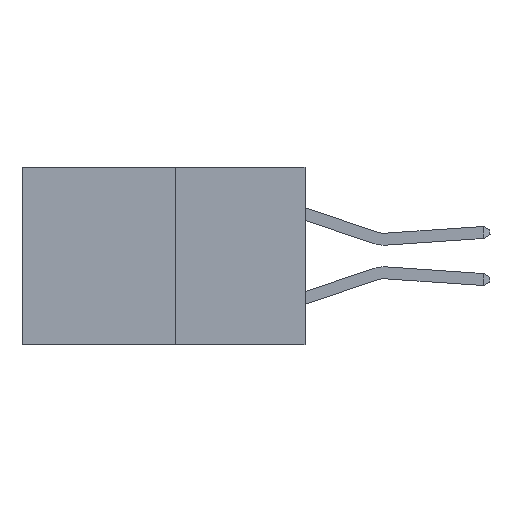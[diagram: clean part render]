
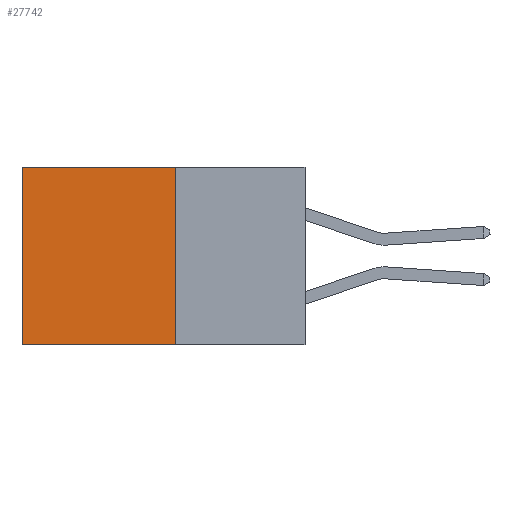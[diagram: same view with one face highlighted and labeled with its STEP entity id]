
A CAD part, left-side view. The second image highlights one B-rep face of the part: STEP entity #27742.
In plain terms, the highlighted planar face has unit normal (-1, 0, 0).
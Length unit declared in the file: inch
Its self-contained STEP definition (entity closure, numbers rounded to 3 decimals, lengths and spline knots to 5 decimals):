
#718 = DIRECTION ( 'NONE',  ( 0., 0., -1. ) ) ;
#1650 = EDGE_CURVE ( 'NONE', #15934, #10931, #27876, .T. ) ;
#1984 = ORIENTED_EDGE ( 'NONE', *, *, #8522, .T. ) ;
#3402 = DIRECTION ( 'NONE',  ( 0., 1., 0. ) ) ;
#4807 = CARTESIAN_POINT ( 'NONE',  ( 0.277, 0.27, -0.37 ) ) ;
#4888 = CARTESIAN_POINT ( 'NONE',  ( 0.277, 0.27, 0. ) ) ;
#5473 = CARTESIAN_POINT ( 'NONE',  ( 0.277, 0.27, 0. ) ) ;
#5515 = AXIS2_PLACEMENT_3D ( 'NONE', #4807, #19903, #6976 ) ;
#6271 = LINE ( 'NONE', #5473, #17048 ) ;
#6976 = DIRECTION ( 'NONE',  ( 0., 0., -1. ) ) ;
#8522 = EDGE_CURVE ( 'NONE', #27803, #15457, #6271, .T. ) ;
#8714 = CARTESIAN_POINT ( 'NONE',  ( 0.277, 0.27, -0.37 ) ) ;
#9264 = FACE_OUTER_BOUND ( 'NONE', #11511, .T. ) ;
#9784 = EDGE_CURVE ( 'NONE', #27803, #15934, #19694, .T. ) ;
#10931 = VERTEX_POINT ( 'NONE', #24274 ) ;
#11511 = EDGE_LOOP ( 'NONE', ( #15503, #26318, #22821, #1984 ) ) ;
#11729 = EDGE_CURVE ( 'NONE', #15457, #10931, #25065, .T. ) ;
#11834 = DIRECTION ( 'NONE',  ( 0., 1., 0. ) ) ;
#13989 = CARTESIAN_POINT ( 'NONE',  ( 0.277, 0.27, -0.37 ) ) ;
#14224 = VECTOR ( 'NONE', #15825, 39.37008 ) ;
#15457 = VERTEX_POINT ( 'NONE', #15673 ) ;
#15503 = ORIENTED_EDGE ( 'NONE', *, *, #11729, .T. ) ;
#15673 = CARTESIAN_POINT ( 'NONE',  ( 0.277, 0.59, 0. ) ) ;
#15825 = DIRECTION ( 'NONE',  ( 0., 0., -1. ) ) ;
#15934 = VERTEX_POINT ( 'NONE', #8714 ) ;
#17048 = VECTOR ( 'NONE', #3402, 39.37008 ) ;
#19000 = VECTOR ( 'NONE', #718, 39.37008 ) ;
#19694 = LINE ( 'NONE', #24499, #19000 ) ;
#19903 = DIRECTION ( 'NONE',  ( 1., 0., 0. ) ) ;
#21481 = VECTOR ( 'NONE', #11834, 39.37008 ) ;
#22361 = CARTESIAN_POINT ( 'NONE',  ( 0.277, 0.59, -0.37 ) ) ;
#22821 = ORIENTED_EDGE ( 'NONE', *, *, #9784, .F. ) ;
#24274 = CARTESIAN_POINT ( 'NONE',  ( 0.277, 0.59, -0.37 ) ) ;
#24499 = CARTESIAN_POINT ( 'NONE',  ( 0.277, 0.27, -0.37 ) ) ;
#25065 = LINE ( 'NONE', #22361, #14224 ) ;
#26318 = ORIENTED_EDGE ( 'NONE', *, *, #1650, .F. ) ;
#26350 = PLANE ( 'NONE',  #5515 ) ;
#27742 = ADVANCED_FACE ( 'NONE', ( #9264 ), #26350, .F. ) ;
#27803 = VERTEX_POINT ( 'NONE', #4888 ) ;
#27876 = LINE ( 'NONE', #13989, #21481 ) ;
